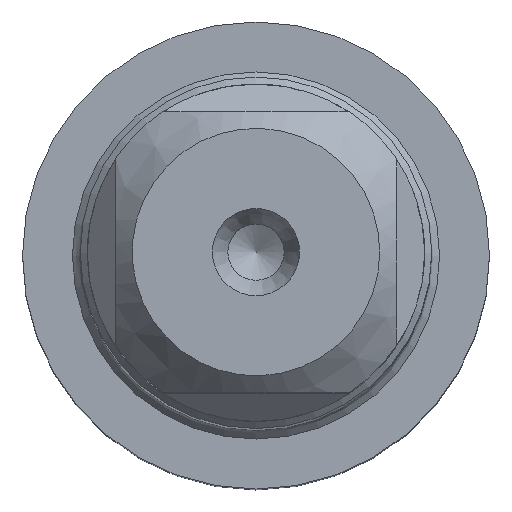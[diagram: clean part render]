
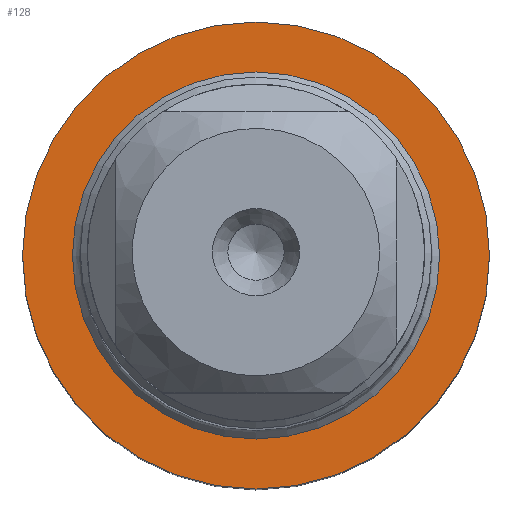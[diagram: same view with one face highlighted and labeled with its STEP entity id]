
A CAD part, top view. The second image highlights one B-rep face of the part: STEP entity #128.
In plain terms, the highlighted planar face has unit normal (0, 0, 1).
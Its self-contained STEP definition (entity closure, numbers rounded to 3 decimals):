
#51=FACE_OUTER_BOUND('',#202,.T.);
#90=PLANE('',#475);
#128=ADVANCED_FACE('',(#51),#90,.F.);
#202=EDGE_LOOP('',(#282));
#282=ORIENTED_EDGE('',*,*,#361,.T.);
#320=VERTEX_POINT('',#743);
#361=EDGE_CURVE('',#320,#320,#381,.T.);
#381=CIRCLE('',#473,8.304);
#473=AXIS2_PLACEMENT_3D('',#742,#583,#584);
#475=AXIS2_PLACEMENT_3D('',#745,#587,#588);
#583=DIRECTION('',(0.,0.,1.));
#584=DIRECTION('',(1.,0.,0.));
#587=DIRECTION('',(0.,0.,-1.));
#588=DIRECTION('',(-1.,0.,0.));
#742=CARTESIAN_POINT('',(0.,0.,-70.));
#743=CARTESIAN_POINT('',(8.304,0.,-70.));
#745=CARTESIAN_POINT('',(8.304,0.,-70.));
